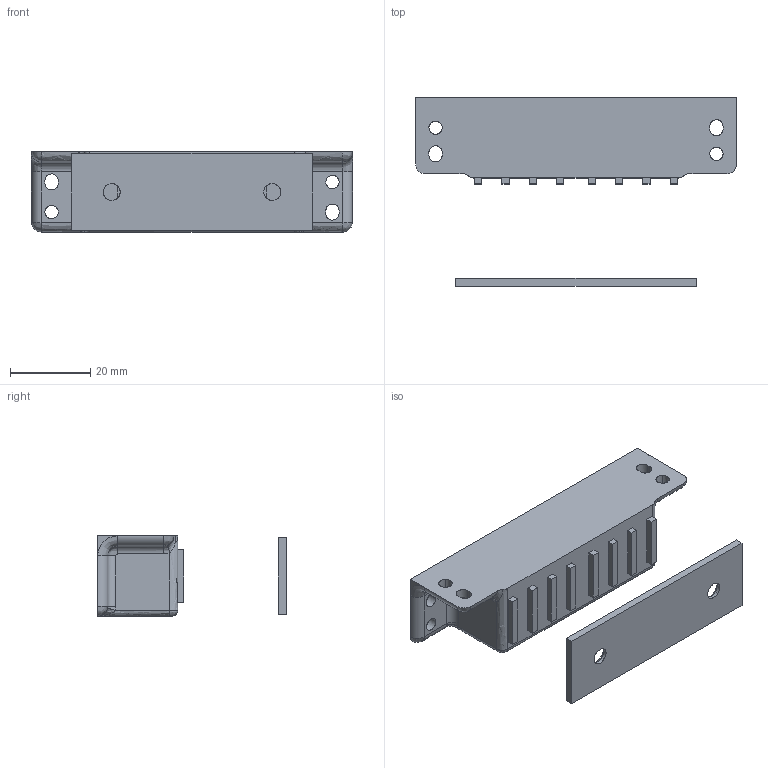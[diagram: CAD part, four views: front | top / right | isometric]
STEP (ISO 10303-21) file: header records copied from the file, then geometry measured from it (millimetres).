
FILE_DESCRIPTION((''),'2;1');
FILE_NAME('','2009-03-18T09:47:05',(''),(''),'','CADfix','');
FILE_SCHEMA(('AUTOMOTIVE_DESIGN { 1 0 10303 214 1 1 1 1 }'));
Length unit declared in the file: millimetre
Bounding box: 80 x 47 x 20 mm (x, y, z)
Volume: 26402.1 mm3; surface area: 17685.1 mm2
Topology: 10 solids, 10 shells, 187 faces, 509 edges, 350 vertices
Faces by surface type: bspline 187
Entity records: 7313 total; most frequent: CARTESIAN_POINT 4035, ORIENTED_EDGE 1014, EDGE_CURVE 507, VERTEX_POINT 350, QUASI_UNIFORM_CURVE 327, EDGE_LOOP 217, FACE_OUTER_BOUND 187, ADVANCED_FACE 187
